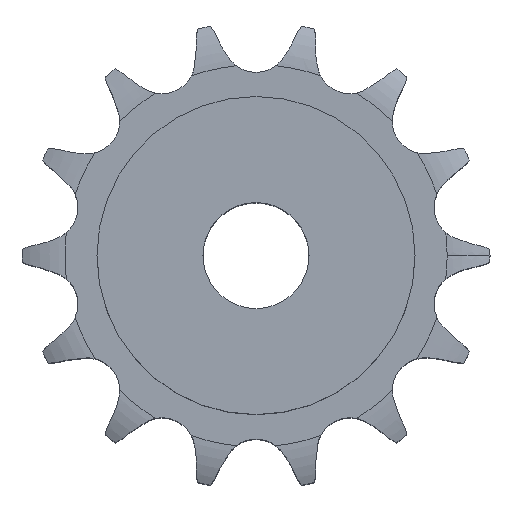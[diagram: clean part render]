
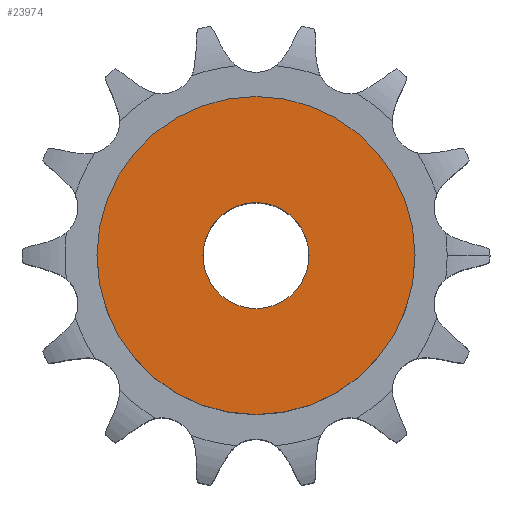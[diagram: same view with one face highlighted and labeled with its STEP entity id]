
A CAD part, top view. The second image highlights one B-rep face of the part: STEP entity #23974.
In plain terms, the highlighted planar face has unit normal (0, 0, 1).
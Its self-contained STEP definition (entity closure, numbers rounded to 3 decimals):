
#12952 = CYLINDRICAL_SURFACE('',#12953,7.);
#12953 = AXIS2_PLACEMENT_3D('',#12954,#12955,#12956);
#12954 = CARTESIAN_POINT('',(0.,0.,110.936));
#12955 = DIRECTION('',(0.,0.,1.));
#12956 = DIRECTION('',(1.,0.,0.));
#16504 = EDGE_CURVE('',#16505,#16505,#16507,.T.);
#16505 = VERTEX_POINT('',#16506);
#16506 = CARTESIAN_POINT('',(7.,0.,50.));
#16507 = SURFACE_CURVE('',#16508,(#16513,#16520),.PCURVE_S1.);
#16508 = CIRCLE('',#16509,7.);
#16509 = AXIS2_PLACEMENT_3D('',#16510,#16511,#16512);
#16510 = CARTESIAN_POINT('',(0.,0.,50.));
#16511 = DIRECTION('',(0.,0.,1.));
#16512 = DIRECTION('',(1.,0.,0.));
#16513 = PCURVE('',#12952,#16514);
#16514 = DEFINITIONAL_REPRESENTATION('',(#16515),#16519);
#16515 = LINE('',#16516,#16517);
#16516 = CARTESIAN_POINT('',(0.,-60.936));
#16517 = VECTOR('',#16518,1.);
#16518 = DIRECTION('',(1.,0.));
#16519 = ( GEOMETRIC_REPRESENTATION_CONTEXT(2) 
PARAMETRIC_REPRESENTATION_CONTEXT() REPRESENTATION_CONTEXT('2D SPACE',''
  ) );
#16520 = PCURVE('',#16521,#16526);
#16521 = PLANE('',#16522);
#16522 = AXIS2_PLACEMENT_3D('',#16523,#16524,#16525);
#16523 = CARTESIAN_POINT('',(0.,0.,50.)
  );
#16524 = DIRECTION('',(0.,0.,1.));
#16525 = DIRECTION('',(1.,0.,0.));
#16526 = DEFINITIONAL_REPRESENTATION('',(#16527),#16531);
#16527 = CIRCLE('',#16528,7.);
#16528 = AXIS2_PLACEMENT_2D('',#16529,#16530);
#16529 = CARTESIAN_POINT('',(0.,0.));
#16530 = DIRECTION('',(1.,0.));
#16531 = ( GEOMETRIC_REPRESENTATION_CONTEXT(2) 
PARAMETRIC_REPRESENTATION_CONTEXT() REPRESENTATION_CONTEXT('2D SPACE',''
  ) );
#23974 = ADVANCED_FACE('',(#23975,#24006),#16521,.T.);
#23975 = FACE_BOUND('',#23976,.T.);
#23976 = EDGE_LOOP('',(#23977));
#23977 = ORIENTED_EDGE('',*,*,#23978,.T.);
#23978 = EDGE_CURVE('',#23979,#23979,#23981,.T.);
#23979 = VERTEX_POINT('',#23980);
#23980 = CARTESIAN_POINT('',(21.,0.,50.));
#23981 = SURFACE_CURVE('',#23982,(#23987,#23994),.PCURVE_S1.);
#23982 = CIRCLE('',#23983,21.);
#23983 = AXIS2_PLACEMENT_3D('',#23984,#23985,#23986);
#23984 = CARTESIAN_POINT('',(0.,0.,50.));
#23985 = DIRECTION('',(0.,0.,1.));
#23986 = DIRECTION('',(1.,0.,0.));
#23987 = PCURVE('',#16521,#23988);
#23988 = DEFINITIONAL_REPRESENTATION('',(#23989),#23993);
#23989 = CIRCLE('',#23990,21.);
#23990 = AXIS2_PLACEMENT_2D('',#23991,#23992);
#23991 = CARTESIAN_POINT('',(0.,0.));
#23992 = DIRECTION('',(1.,0.));
#23993 = ( GEOMETRIC_REPRESENTATION_CONTEXT(2) 
PARAMETRIC_REPRESENTATION_CONTEXT() REPRESENTATION_CONTEXT('2D SPACE',''
  ) );
#23994 = PCURVE('',#23995,#24000);
#23995 = CYLINDRICAL_SURFACE('',#23996,21.);
#23996 = AXIS2_PLACEMENT_3D('',#23997,#23998,#23999);
#23997 = CARTESIAN_POINT('',(0.,0.,0.));
#23998 = DIRECTION('',(-0.,-0.,-1.));
#23999 = DIRECTION('',(1.,0.,0.));
#24000 = DEFINITIONAL_REPRESENTATION('',(#24001),#24005);
#24001 = LINE('',#24002,#24003);
#24002 = CARTESIAN_POINT('',(-0.,-50.));
#24003 = VECTOR('',#24004,1.);
#24004 = DIRECTION('',(-1.,0.));
#24005 = ( GEOMETRIC_REPRESENTATION_CONTEXT(2) 
PARAMETRIC_REPRESENTATION_CONTEXT() REPRESENTATION_CONTEXT('2D SPACE',''
  ) );
#24006 = FACE_BOUND('',#24007,.T.);
#24007 = EDGE_LOOP('',(#24008));
#24008 = ORIENTED_EDGE('',*,*,#16504,.F.);
